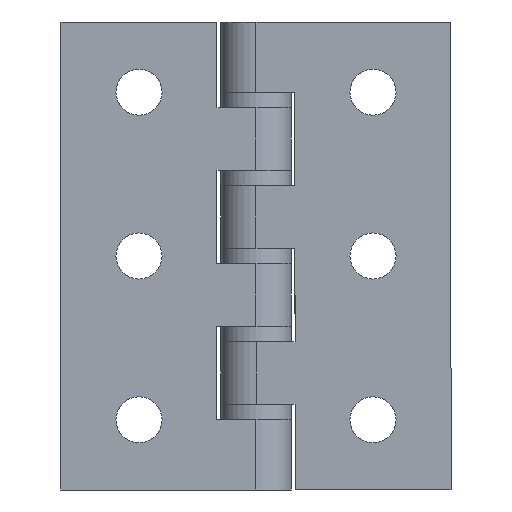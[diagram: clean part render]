
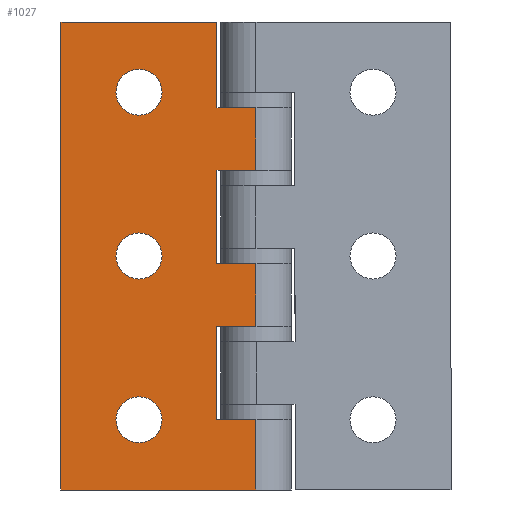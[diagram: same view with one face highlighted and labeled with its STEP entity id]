
A CAD part, front view. The second image highlights one B-rep face of the part: STEP entity #1027.
In plain terms, the highlighted planar face has unit normal (0, -1, 0).
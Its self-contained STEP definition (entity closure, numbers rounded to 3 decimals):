
#61=LINE('',#1545,#135);
#64=LINE('',#1551,#138);
#66=LINE('',#1560,#140);
#69=LINE('',#1570,#143);
#72=LINE('',#1579,#146);
#75=LINE('',#1587,#149);
#78=LINE('',#1593,#152);
#80=LINE('',#1602,#154);
#87=LINE('',#1617,#161);
#88=LINE('',#1620,#162);
#91=LINE('',#1632,#165);
#93=LINE('',#1636,#167);
#94=LINE('',#1641,#168);
#95=LINE('',#1642,#169);
#135=VECTOR('',#1227,12.);
#138=VECTOR('',#1232,5.);
#140=VECTOR('',#1242,5.);
#143=VECTOR('',#1249,5.);
#146=VECTOR('',#1258,11.);
#149=VECTOR('',#1263,12.);
#152=VECTOR('',#1268,5.);
#154=VECTOR('',#1278,5.);
#161=VECTOR('',#1291,9.);
#162=VECTOR('',#1296,8.);
#165=VECTOR('',#1311,20.);
#167=VECTOR('',#1315,60.);
#168=VECTOR('',#1322,8.);
#169=VECTOR('',#1323,25.);
#218=PLANE('',#1114);
#277=FACE_BOUND('',#407,.T.);
#278=FACE_BOUND('',#408,.T.);
#279=FACE_BOUND('',#409,.T.);
#330=FACE_OUTER_BOUND('',#406,.T.);
#406=EDGE_LOOP('',(#839,#840,#841,#842,#843,#844,#845,#846,#847,#848,#849,
#850,#851,#852));
#407=EDGE_LOOP('',(#853));
#408=EDGE_LOOP('',(#854));
#409=EDGE_LOOP('',(#855));
#474=CIRCLE('',#1072,2.95);
#477=CIRCLE('',#1077,2.95);
#480=CIRCLE('',#1082,2.95);
#526=VERTEX_POINT('',#1520);
#529=VERTEX_POINT('',#1528);
#532=VERTEX_POINT('',#1536);
#535=VERTEX_POINT('',#1542);
#536=VERTEX_POINT('',#1544);
#538=VERTEX_POINT('',#1550);
#541=VERTEX_POINT('',#1558);
#545=VERTEX_POINT('',#1567);
#546=VERTEX_POINT('',#1569);
#549=VERTEX_POINT('',#1577);
#552=VERTEX_POINT('',#1584);
#553=VERTEX_POINT('',#1586);
#555=VERTEX_POINT('',#1592);
#558=VERTEX_POINT('',#1600);
#563=VERTEX_POINT('',#1616);
#566=VERTEX_POINT('',#1630);
#567=VERTEX_POINT('',#1634);
#622=EDGE_CURVE('',#526,#526,#474,.T.);
#625=EDGE_CURVE('',#529,#529,#477,.T.);
#628=EDGE_CURVE('',#532,#532,#480,.T.);
#631=EDGE_CURVE('',#536,#535,#61,.T.);
#634=EDGE_CURVE('',#538,#536,#64,.T.);
#639=EDGE_CURVE('',#535,#541,#66,.T.);
#643=EDGE_CURVE('',#546,#545,#69,.T.);
#648=EDGE_CURVE('',#545,#549,#72,.T.);
#651=EDGE_CURVE('',#553,#552,#75,.T.);
#654=EDGE_CURVE('',#555,#553,#78,.T.);
#659=EDGE_CURVE('',#552,#558,#80,.T.);
#667=EDGE_CURVE('',#538,#563,#87,.T.);
#669=EDGE_CURVE('',#546,#558,#88,.T.);
#674=EDGE_CURVE('',#549,#566,#91,.T.);
#676=EDGE_CURVE('',#566,#567,#93,.T.);
#678=EDGE_CURVE('',#555,#541,#94,.T.);
#679=EDGE_CURVE('',#563,#567,#95,.T.);
#839=ORIENTED_EDGE('',*,*,#639,.T.);
#840=ORIENTED_EDGE('',*,*,#678,.F.);
#841=ORIENTED_EDGE('',*,*,#654,.T.);
#842=ORIENTED_EDGE('',*,*,#651,.T.);
#843=ORIENTED_EDGE('',*,*,#659,.T.);
#844=ORIENTED_EDGE('',*,*,#669,.F.);
#845=ORIENTED_EDGE('',*,*,#643,.T.);
#846=ORIENTED_EDGE('',*,*,#648,.T.);
#847=ORIENTED_EDGE('',*,*,#674,.T.);
#848=ORIENTED_EDGE('',*,*,#676,.T.);
#849=ORIENTED_EDGE('',*,*,#679,.F.);
#850=ORIENTED_EDGE('',*,*,#667,.F.);
#851=ORIENTED_EDGE('',*,*,#634,.T.);
#852=ORIENTED_EDGE('',*,*,#631,.T.);
#853=ORIENTED_EDGE('',*,*,#622,.T.);
#854=ORIENTED_EDGE('',*,*,#625,.T.);
#855=ORIENTED_EDGE('',*,*,#628,.T.);
#1027=ADVANCED_FACE('',(#330,#277,#278,#279),#218,.T.);
#1072=AXIS2_PLACEMENT_3D('',#1521,#1201,#1202);
#1077=AXIS2_PLACEMENT_3D('',#1529,#1211,#1212);
#1082=AXIS2_PLACEMENT_3D('',#1537,#1221,#1222);
#1114=AXIS2_PLACEMENT_3D('',#1640,#1320,#1321);
#1201=DIRECTION('center_axis',(0.,1.,0.));
#1202=DIRECTION('ref_axis',(1.,0.,0.));
#1211=DIRECTION('center_axis',(0.,1.,0.));
#1212=DIRECTION('ref_axis',(1.,0.,0.));
#1221=DIRECTION('center_axis',(0.,1.,0.));
#1222=DIRECTION('ref_axis',(1.,0.,0.));
#1227=DIRECTION('',(0.,0.,1.));
#1232=DIRECTION('',(-1.,0.,0.));
#1242=DIRECTION('',(1.,0.,0.));
#1249=DIRECTION('',(-1.,0.,0.));
#1258=DIRECTION('',(0.,0.,1.));
#1263=DIRECTION('',(0.,0.,1.));
#1268=DIRECTION('',(-1.,0.,0.));
#1278=DIRECTION('',(1.,0.,0.));
#1291=DIRECTION('',(0.,0.,-1.));
#1296=DIRECTION('',(0.,0.,-1.));
#1311=DIRECTION('',(-1.,0.,0.));
#1315=DIRECTION('',(0.,0.,-1.));
#1320=DIRECTION('center_axis',(0.,-1.,0.));
#1321=DIRECTION('ref_axis',(-1.,0.,0.));
#1322=DIRECTION('',(0.,0.,-1.));
#1323=DIRECTION('',(-1.,0.,0.));
#1520=CARTESIAN_POINT('',(-17.95,0.,-30.));
#1521=CARTESIAN_POINT('Origin',(-15.,0.,-30.));
#1528=CARTESIAN_POINT('',(-17.95,0.,-51.));
#1529=CARTESIAN_POINT('Origin',(-15.,0.,-51.));
#1536=CARTESIAN_POINT('',(-17.95,0.,-9.));
#1537=CARTESIAN_POINT('Origin',(-15.,0.,-9.));
#1542=CARTESIAN_POINT('',(-5.,0.,-39.));
#1544=CARTESIAN_POINT('',(-5.,0.,-51.));
#1545=CARTESIAN_POINT('',(-5.,0.,-25.5));
#1550=CARTESIAN_POINT('',(0.,0.,-51.));
#1551=CARTESIAN_POINT('',(3.5,0.,-51.));
#1558=CARTESIAN_POINT('',(0.,0.,-39.));
#1560=CARTESIAN_POINT('',(-2.5,0.,-39.));
#1567=CARTESIAN_POINT('',(-5.,0.,-11.));
#1569=CARTESIAN_POINT('',(0.,0.,-11.));
#1570=CARTESIAN_POINT('',(3.5,0.,-11.));
#1577=CARTESIAN_POINT('',(-5.,0.,0.));
#1579=CARTESIAN_POINT('',(-5.,0.,-5.5));
#1584=CARTESIAN_POINT('',(-5.,0.,-19.));
#1586=CARTESIAN_POINT('',(-5.,0.,-31.));
#1587=CARTESIAN_POINT('',(-5.,0.,-15.5));
#1592=CARTESIAN_POINT('',(0.,0.,-31.));
#1593=CARTESIAN_POINT('',(3.5,0.,-31.));
#1600=CARTESIAN_POINT('',(0.,0.,-19.));
#1602=CARTESIAN_POINT('',(-2.5,0.,-19.));
#1616=CARTESIAN_POINT('',(0.,0.,-60.));
#1617=CARTESIAN_POINT('',(0.,0.,0.));
#1620=CARTESIAN_POINT('',(0.,0.,0.));
#1630=CARTESIAN_POINT('',(-25.,0.,0.));
#1632=CARTESIAN_POINT('',(0.,0.,0.));
#1634=CARTESIAN_POINT('',(-25.,0.,-60.));
#1636=CARTESIAN_POINT('',(-25.,0.,0.));
#1640=CARTESIAN_POINT('Origin',(0.,0.,0.));
#1641=CARTESIAN_POINT('',(0.,0.,0.));
#1642=CARTESIAN_POINT('',(0.,0.,-60.));
